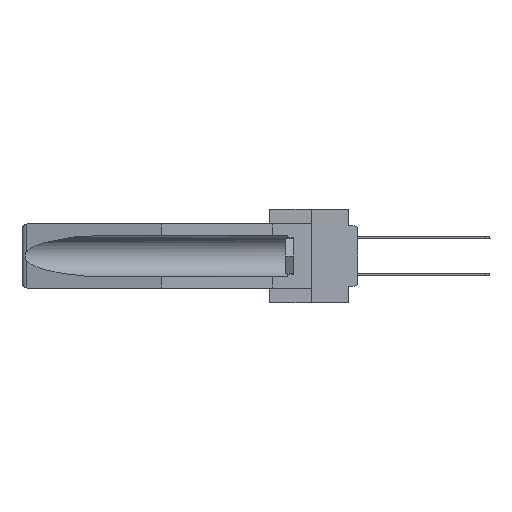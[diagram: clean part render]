
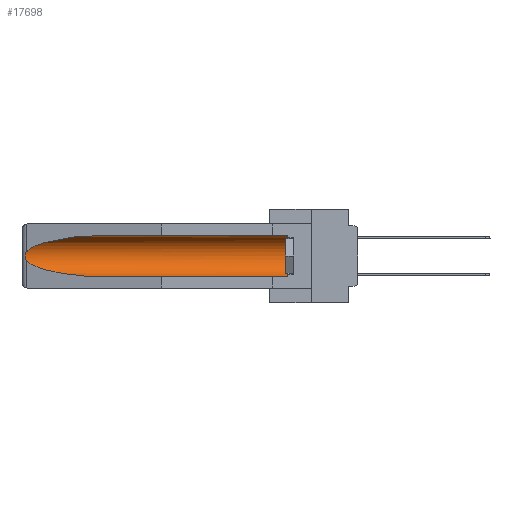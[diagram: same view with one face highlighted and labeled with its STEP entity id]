
A CAD part, left-side view. The second image highlights one B-rep face of the part: STEP entity #17698.
In plain terms, the highlighted cylindrical face has radius 2.857 mm (diameter 5.715 mm), a partial arc.
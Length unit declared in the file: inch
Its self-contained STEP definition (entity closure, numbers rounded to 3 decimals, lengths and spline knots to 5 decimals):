
#163 = CARTESIAN_POINT ( 'NONE',  ( 0.155, -0.30754, -0.1715 ) ) ;
#533 = DIRECTION ( 'NONE',  ( 0., 0., 1. ) ) ;
#570 = VERTEX_POINT ( 'NONE', #22593 ) ;
#921 = VECTOR ( 'NONE', #32465, 39.37008 ) ;
#1911 = EDGE_LOOP ( 'NONE', ( #24126, #27800, #13751, #27061, #10522, #19151 ) ) ;
#1964 = CARTESIAN_POINT ( 'NONE',  ( 0.2673, 1.53269, -0.17917 ) ) ;
#2231 = EDGE_CURVE ( 'NONE', #22455, #570, #23915, .T. ) ;
#2614 = LINE ( 'NONE', #6116, #921 ) ;
#3350 = DIRECTION ( 'NONE',  ( 0., -1., 0. ) ) ;
#3649 = CARTESIAN_POINT ( 'NONE',  ( 0.26537, 1.52718, -0.14972 ) ) ;
#4305 = CARTESIAN_POINT ( 'NONE',  ( 0.155, 0.126, -0.284 ) ) ;
#4660 = CARTESIAN_POINT ( 'NONE',  ( 0.26655, 1.53094, -0.18657 ) ) ;
#5315 = B_SPLINE_CURVE_WITH_KNOTS ( 'NONE', 3,
 ( #9787, #12465, #20602, #28465, #12596, #31130, #1964, #4660, #21157, #10695 ),
 .UNSPECIFIED., .F., .F.,
 ( 4, 2, 2, 2, 4 ),
 ( 0., 0.00029, 0.00058, 0.00087, 0.00117 ),
 .UNSPECIFIED. ) ;
#6116 = CARTESIAN_POINT ( 'NONE',  ( 0.155, -0.30754, -0.284 ) ) ;
#7930 = CARTESIAN_POINT ( 'NONE',  ( 0.26537, 1.52718, -0.19328 ) ) ;
#8109 = CARTESIAN_POINT ( 'NONE',  ( 0.25451, 1.48313, -0.09465 ) ) ;
#8627 = DIRECTION ( 'NONE',  ( 0., 1., 0. ) ) ;
#9692 = CIRCLE ( 'NONE', #33892, 0.1125 ) ;
#9787 = CARTESIAN_POINT ( 'NONE',  ( 0.26537, 1.52718, -0.14972 ) ) ;
#10359 = CYLINDRICAL_SURFACE ( 'NONE', #19559, 0.1125 ) ;
#10522 = ORIENTED_EDGE ( 'NONE', *, *, #22253, .T. ) ;
#10568 = DIRECTION ( 'NONE',  ( 0., 1., 0. ) ) ;
#10695 = CARTESIAN_POINT ( 'NONE',  ( 0.26537, 1.52718, -0.19328 ) ) ;
#10905 = DIRECTION ( 'NONE',  ( 0., 0., 1. ) ) ;
#11705 = CARTESIAN_POINT ( 'NONE',  ( 0.26537, 1.52718, -0.19328 ) ) ;
#12465 = CARTESIAN_POINT ( 'NONE',  ( 0.26597, 1.52961, -0.15275 ) ) ;
#12596 = CARTESIAN_POINT ( 'NONE',  ( 0.2675, 1.53308, -0.16763 ) ) ;
#13312 = VERTEX_POINT ( 'NONE', #11705 ) ;
#13419 = CARTESIAN_POINT ( 'NONE',  ( 0.155, 1.07973, -0.284 ) ) ;
#13621 = EDGE_CURVE ( 'NONE', #13312, #27611, #29365, .T. ) ;
#13751 = ORIENTED_EDGE ( 'NONE', *, *, #13621, .T. ) ;
#14936 =( BOUNDED_CURVE ( )  B_SPLINE_CURVE ( 3, ( #26706, #16041, #8109, #32025 ),
 .UNSPECIFIED., .F., .F. ) 
 B_SPLINE_CURVE_WITH_KNOTS ( ( 4, 4 ),
 ( 4.71239, 6.08839 ),
 .UNSPECIFIED. ) 
 CURVE ( )  GEOMETRIC_REPRESENTATION_ITEM ( )  RATIONAL_B_SPLINE_CURVE ( ( 1., 0.848, 0.848, 1. ) ) 
 REPRESENTATION_ITEM ( '' )  );
#15983 = CARTESIAN_POINT ( 'NONE',  ( 0.21114, 1.30732, -0.284 ) ) ;
#16041 = CARTESIAN_POINT ( 'NONE',  ( 0.21114, 1.30732, -0.059 ) ) ;
#16865 = VECTOR ( 'NONE', #8627, 39.37008 ) ;
#17698 = ADVANCED_FACE ( 'NONE', ( #30238 ), #10359, .F. ) ;
#18643 = CARTESIAN_POINT ( 'NONE',  ( 0.25451, 1.48313, -0.24835 ) ) ;
#19151 = ORIENTED_EDGE ( 'NONE', *, *, #2231, .T. ) ;
#19559 = AXIS2_PLACEMENT_3D ( 'NONE', #163, #10568, #10905 ) ;
#20602 = CARTESIAN_POINT ( 'NONE',  ( 0.26654, 1.53092, -0.15636 ) ) ;
#21157 = CARTESIAN_POINT ( 'NONE',  ( 0.26597, 1.5296, -0.19026 ) ) ;
#21903 = CARTESIAN_POINT ( 'NONE',  ( 0.155, 1.07973, -0.284 ) ) ;
#22253 = EDGE_CURVE ( 'NONE', #32709, #22455, #9692, .T. ) ;
#22455 = VERTEX_POINT ( 'NONE', #26016 ) ;
#22593 = CARTESIAN_POINT ( 'NONE',  ( 0.155, 1.07973, -0.059 ) ) ;
#22790 = VERTEX_POINT ( 'NONE', #3649 ) ;
#23915 = LINE ( 'NONE', #24764, #16865 ) ;
#24126 = ORIENTED_EDGE ( 'NONE', *, *, #26820, .T. ) ;
#24491 = CARTESIAN_POINT ( 'NONE',  ( 0.155, 0.126, -0.1715 ) ) ;
#24764 = CARTESIAN_POINT ( 'NONE',  ( 0.155, -0.30754, -0.059 ) ) ;
#25052 = EDGE_CURVE ( 'NONE', #32709, #27611, #2614, .T. ) ;
#26016 = CARTESIAN_POINT ( 'NONE',  ( 0.155, 0.126, -0.059 ) ) ;
#26706 = CARTESIAN_POINT ( 'NONE',  ( 0.155, 1.07973, -0.059 ) ) ;
#26714 = EDGE_CURVE ( 'NONE', #22790, #13312, #5315, .T. ) ;
#26820 = EDGE_CURVE ( 'NONE', #570, #22790, #14936, .T. ) ;
#27061 = ORIENTED_EDGE ( 'NONE', *, *, #25052, .F. ) ;
#27611 = VERTEX_POINT ( 'NONE', #21903 ) ;
#27800 = ORIENTED_EDGE ( 'NONE', *, *, #26714, .T. ) ;
#28465 = CARTESIAN_POINT ( 'NONE',  ( 0.2673, 1.5327, -0.16383 ) ) ;
#29365 =( BOUNDED_CURVE ( )  B_SPLINE_CURVE ( 3, ( #7930, #18643, #15983, #13419 ),
 .UNSPECIFIED., .F., .T. ) 
 B_SPLINE_CURVE_WITH_KNOTS ( ( 4, 4 ),
 ( 0.1948, 1.5708 ),
 .UNSPECIFIED. ) 
 CURVE ( )  GEOMETRIC_REPRESENTATION_ITEM ( )  RATIONAL_B_SPLINE_CURVE ( ( 1., 0.848, 0.848, 1. ) ) 
 REPRESENTATION_ITEM ( '' )  );
#30238 = FACE_OUTER_BOUND ( 'NONE', #1911, .T. ) ;
#31130 = CARTESIAN_POINT ( 'NONE',  ( 0.2675, 1.53308, -0.17534 ) ) ;
#32025 = CARTESIAN_POINT ( 'NONE',  ( 0.26537, 1.52718, -0.14972 ) ) ;
#32465 = DIRECTION ( 'NONE',  ( 0., 1., 0. ) ) ;
#32709 = VERTEX_POINT ( 'NONE', #4305 ) ;
#33892 = AXIS2_PLACEMENT_3D ( 'NONE', #24491, #3350, #533 ) ;
